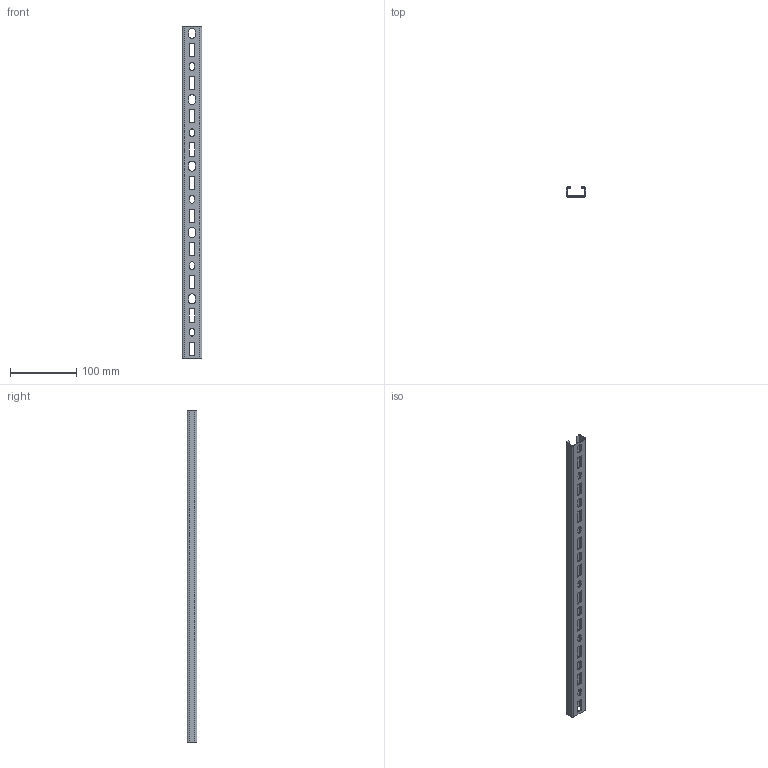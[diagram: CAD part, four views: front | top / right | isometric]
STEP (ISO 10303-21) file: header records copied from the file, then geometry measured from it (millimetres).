
FILE_DESCRIPTION (( 'STEP AP214' ), '1' );
FILE_NAME ('1109812.STEP', '2026-01-30T12:08:15', ( '' ), ( '' ), 'SwSTEP 2.0', 'SolidWorks 2024', '' );
FILE_SCHEMA (( 'AUTOMOTIVE_DESIGN' ));
Length unit declared in the file: millimetre
Products named in the file (1): 1109812
Bounding box: 30 x 15 x 500 mm (x, y, z)
Volume: 43006.4 mm3; surface area: 63017.1 mm2
Topology: 1 solids, 1 shells, 124 faces, 350 edges, 228 vertices
Faces by surface type: plane 90, cylinder 34
Entity records: 4077 total; most frequent: CARTESIAN_POINT 703, ORIENTED_EDGE 700, DIRECTION 668, EDGE_CURVE 350, VECTOR 282, LINE 282, VERTEX_POINT 228, AXIS2_PLACEMENT_3D 193
